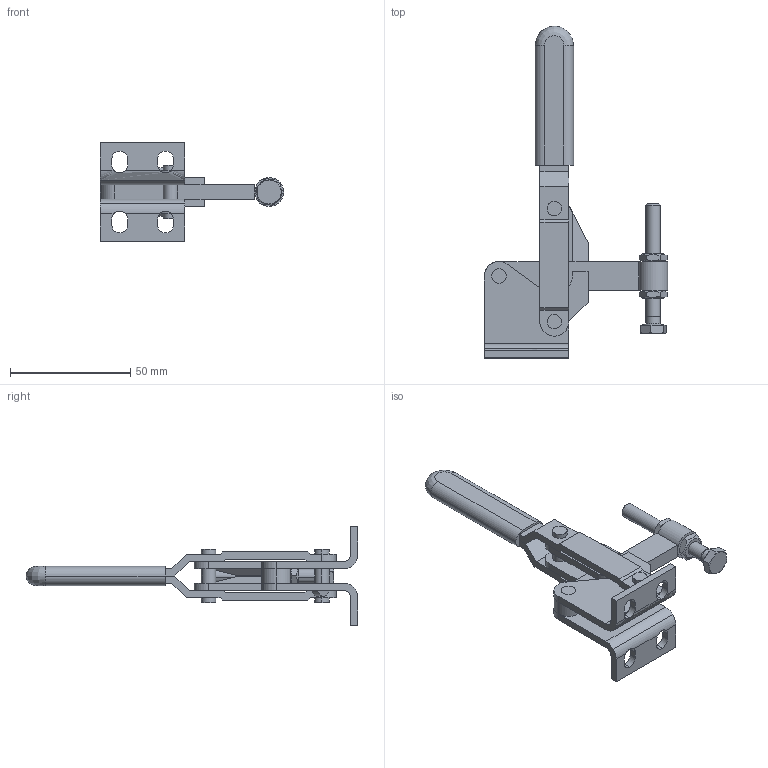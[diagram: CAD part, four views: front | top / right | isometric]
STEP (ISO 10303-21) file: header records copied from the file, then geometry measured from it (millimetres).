
FILE_DESCRIPTION((''),'2;1');
FILE_NAME('MG3SB.stp','2006-07-11T16:02:12',('Matthew'),(''),'Autodesk Inventor 8','Autodesk Inventor 8','');
FILE_SCHEMA(('AUTOMOTIVE_DESIGN { 1 0 10303 214 1 1 1 1 }'));
Length unit declared in the file: millimetre
Products named in the file (6): MG3SB; MG3SB1; MG3SB2; MG3SB3; MG3SB4; MG3SB5
Assembly tree (5 placements, depth 2):
  MG3SB
    MG3SB1
    MG3SB2
    MG3SB3
    MG3SB4
    MG3SB5
Bounding box: 76 x 137.76 x 41 mm (x, y, z)
Volume: 33002.6 mm3; surface area: 23378.7 mm2
Topology: 5 solids, 5 shells, 250 faces, 667 edges, 442 vertices
Faces by surface type: plane 115, cylinder 73, bspline 36, cone 26
Entity records: 8442 total; most frequent: CARTESIAN_POINT 2047, ORIENTED_EDGE 1334, DIRECTION 1289, EDGE_CURVE 667, AXIS2_PLACEMENT_3D 453, VERTEX_POINT 442, VECTOR 383, LINE 383
